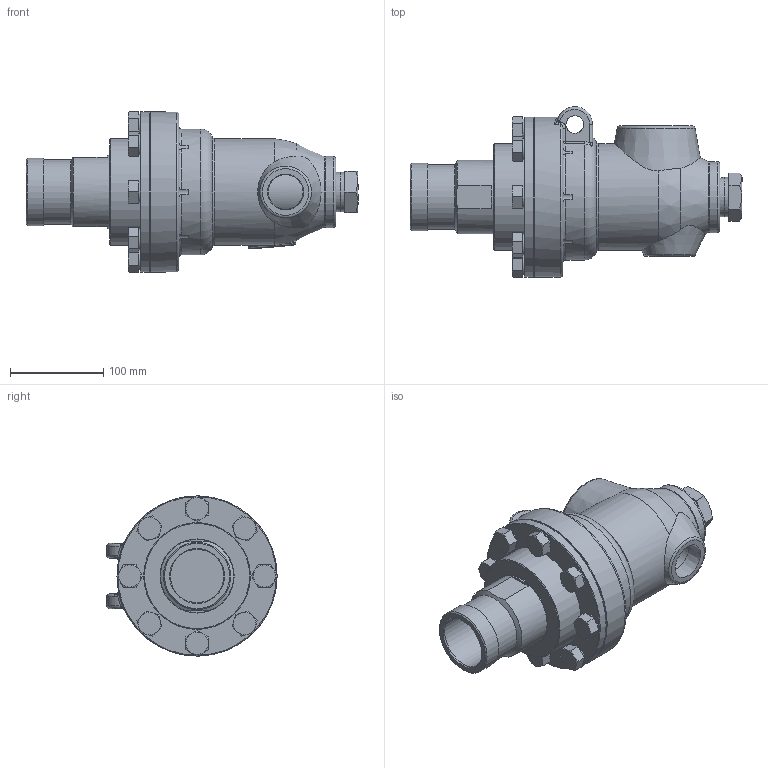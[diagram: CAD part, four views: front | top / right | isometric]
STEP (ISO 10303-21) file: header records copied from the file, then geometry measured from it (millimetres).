
FILE_DESCRIPTION(/* description */ (''),/* implementation_level */ '2;1');
FILE_NAME(/* name */ 'BC-54345-40-62-IC.stp',/* time_stamp */ '2020-05-19T13:25:33-05:00',/* author */ ('dyurkovich'),/* organization */ (''),/* preprocessor_version */ 'ST-DEVELOPER v18',/* originating_system */ 'Autodesk Inventor 2020',/* authorisation */ '');
FILE_SCHEMA (('AUTOMOTIVE_DESIGN { 1 0 10303 214 3 1 1 }'));
Length unit declared in the file: millimetre
Products named in the file (1): BC-54345-40-62-IC
Bounding box: 355.56 x 182.75 x 171.91 mm (x, y, z)
Volume: 3202795.8 mm3; surface area: 213172.2 mm2
Topology: 1 solids, 1 shells, 732 faces, 1899 edges, 1228 vertices
Faces by surface type: plane 343, bspline 220, cone 71, cylinder 66, torus 24, sphere 8
Full cylindrical faces by diameter (mm): 10.592 x8, 19 x2, 23.2 x8, 37.313 x1, 42.16 x1, 57.1 x1, 65.481 x1, 69.04 x1, 72.12 x1, 76.2 x1, 78.5 x1, 79.35 x1, 114.3 x2, 169.9 x1, 171.5 x2
Entity records: 27124 total; most frequent: CARTESIAN_POINT 10264, ORIENTED_EDGE 3790, DIRECTION 2793, EDGE_CURVE 1895, VERTEX_POINT 1228, AXIS2_PLACEMENT_3D 942, LINE 909, VECTOR 909
